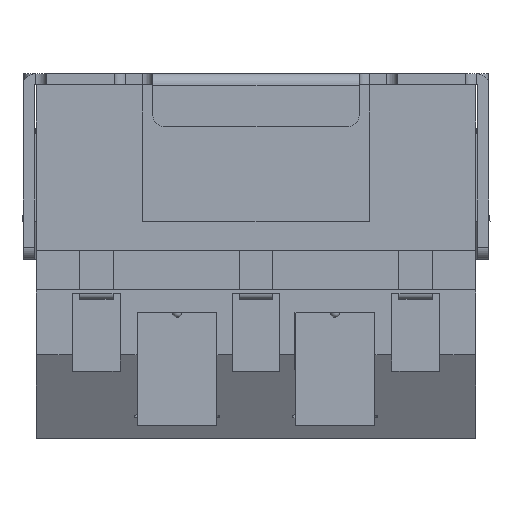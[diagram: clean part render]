
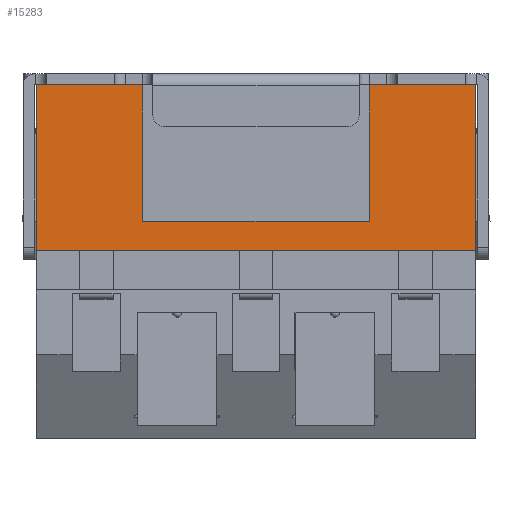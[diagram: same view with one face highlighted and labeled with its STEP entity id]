
A CAD part, left-side view. The second image highlights one B-rep face of the part: STEP entity #15283.
In plain terms, the highlighted planar face has unit normal (-1, 0, 0).
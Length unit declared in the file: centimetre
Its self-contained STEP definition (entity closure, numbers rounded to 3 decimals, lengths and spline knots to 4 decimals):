
#1082=PLANE('',#16249);
#1876=FACE_OUTER_BOUND('',#2721,.T.);
#2721=EDGE_LOOP('',(#14167,#14168,#14169,#14170,#14171,#14172,#14173,#14174));
#3828=LINE('',#26336,#5346);
#3831=LINE('',#26342,#5349);
#3849=LINE('',#26377,#5367);
#3869=LINE('',#26415,#5387);
#4245=LINE('',#27275,#5763);
#4246=LINE('',#27277,#5764);
#4247=LINE('',#27278,#5765);
#4248=LINE('',#27279,#5766);
#5346=VECTOR('',#18760,1.);
#5349=VECTOR('',#18765,1.);
#5367=VECTOR('',#18799,1.);
#5387=VECTOR('',#18833,1.);
#5763=VECTOR('',#19621,1.);
#5764=VECTOR('',#19622,1.);
#5765=VECTOR('',#19623,1.);
#5766=VECTOR('',#19624,1.);
#7235=VERTEX_POINT('',#26333);
#7236=VERTEX_POINT('',#26335);
#7237=VERTEX_POINT('',#26339);
#7238=VERTEX_POINT('',#26341);
#7247=VERTEX_POINT('',#26376);
#7258=VERTEX_POINT('',#26414);
#7536=VERTEX_POINT('',#27274);
#7537=VERTEX_POINT('',#27276);
#9307=EDGE_CURVE('',#7236,#7235,#3828,.T.);
#9310=EDGE_CURVE('',#7238,#7237,#3831,.T.);
#9328=EDGE_CURVE('',#7247,#7236,#3849,.T.);
#9348=EDGE_CURVE('',#7258,#7247,#3869,.T.);
#9776=EDGE_CURVE('',#7235,#7536,#4245,.T.);
#9777=EDGE_CURVE('',#7536,#7537,#4246,.T.);
#9778=EDGE_CURVE('',#7537,#7238,#4247,.T.);
#9779=EDGE_CURVE('',#7258,#7237,#4248,.T.);
#14167=ORIENTED_EDGE('',*,*,#9348,.T.);
#14168=ORIENTED_EDGE('',*,*,#9328,.T.);
#14169=ORIENTED_EDGE('',*,*,#9307,.T.);
#14170=ORIENTED_EDGE('',*,*,#9776,.T.);
#14171=ORIENTED_EDGE('',*,*,#9777,.T.);
#14172=ORIENTED_EDGE('',*,*,#9778,.T.);
#14173=ORIENTED_EDGE('',*,*,#9310,.T.);
#14174=ORIENTED_EDGE('',*,*,#9779,.F.);
#15283=ADVANCED_FACE('',(#1876),#1082,.T.);
#16249=AXIS2_PLACEMENT_3D('',#27273,#19619,#19620);
#18760=DIRECTION('',(0.,1.,0.));
#18765=DIRECTION('',(0.,1.,0.));
#18799=DIRECTION('',(0.,0.,1.));
#18833=DIRECTION('',(0.,-1.,0.));
#19619=DIRECTION('center_axis',(-1.,0.,0.));
#19620=DIRECTION('ref_axis',(0.,0.,1.));
#19621=DIRECTION('',(0.,0.,-1.));
#19622=DIRECTION('',(0.,1.,0.));
#19623=DIRECTION('',(0.,0.,1.));
#19624=DIRECTION('',(0.,0.,1.));
#26333=CARTESIAN_POINT('',(-0.372,-0.18,0.562));
#26335=CARTESIAN_POINT('',(-0.372,-0.349,0.562));
#26336=CARTESIAN_POINT('',(-0.372,-0.349,0.562));
#26339=CARTESIAN_POINT('',(-0.372,0.349,0.562));
#26341=CARTESIAN_POINT('',(-0.372,0.18,0.562));
#26342=CARTESIAN_POINT('',(-0.372,-0.349,0.562));
#26376=CARTESIAN_POINT('',(-0.372,-0.349,0.299));
#26377=CARTESIAN_POINT('',(-0.372,-0.349,0.));
#26414=CARTESIAN_POINT('',(-0.372,0.349,0.299));
#26415=CARTESIAN_POINT('',(-0.372,-0.349,0.299));
#27273=CARTESIAN_POINT('Origin',(-0.372,-0.349,0.));
#27274=CARTESIAN_POINT('',(-0.372,-0.18,0.345));
#27275=CARTESIAN_POINT('',(-0.372,-0.18,0.1725));
#27276=CARTESIAN_POINT('',(-0.372,0.18,0.345));
#27277=CARTESIAN_POINT('',(-0.372,-0.0845,0.345));
#27278=CARTESIAN_POINT('',(-0.372,0.18,0.281));
#27279=CARTESIAN_POINT('',(-0.372,0.349,0.));
